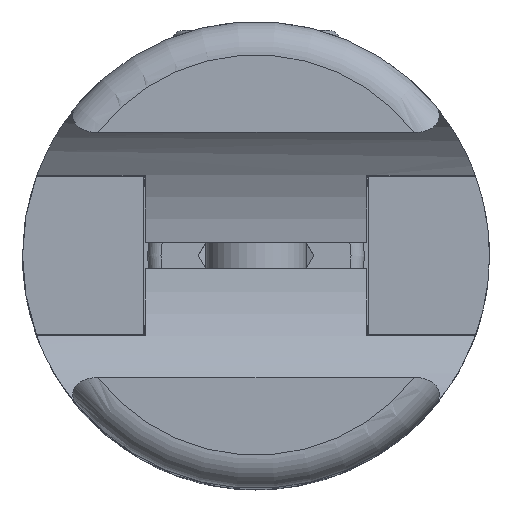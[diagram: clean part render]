
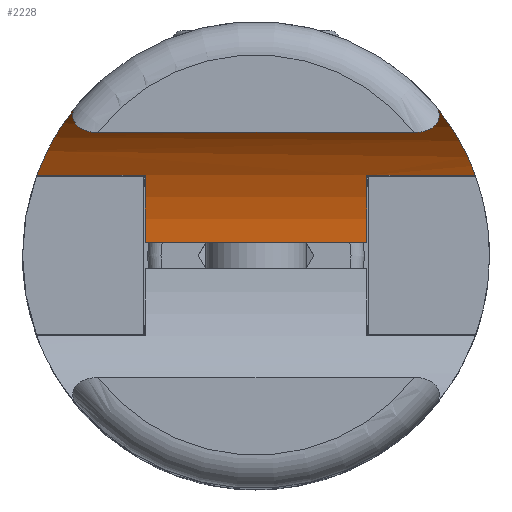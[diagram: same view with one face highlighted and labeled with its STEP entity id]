
A CAD part, top view. The second image highlights one B-rep face of the part: STEP entity #2228.
In plain terms, the highlighted cylindrical face has radius 10.5 mm (diameter 21 mm), a partial arc.
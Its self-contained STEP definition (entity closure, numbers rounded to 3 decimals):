
#102=B_SPLINE_CURVE_WITH_KNOTS('',3,(#3861,#3862,#3863,#3864,#3865,#3866,
#3867,#3868,#3869,#3870,#3871,#3872,#3873,#3874),.UNSPECIFIED.,.F.,.F.,
(4,2,2,2,2,2,4),(2.37,2.475,2.564,2.636,
2.702,2.773,2.793),.UNSPECIFIED.);
#103=B_SPLINE_CURVE_WITH_KNOTS('',3,(#3878,#3879,#3880,#3881,#3882,#3883,
#3884,#3885,#3886,#3887,#3888,#3889,#3890,#3891),.UNSPECIFIED.,.F.,.F.,
(4,2,2,2,2,2,4),(1.381,1.431,1.485,1.534,
1.592,1.659,1.731),.UNSPECIFIED.);
#104=B_SPLINE_CURVE_WITH_KNOTS('',3,(#3896,#3897,#3898,#3899,#3900,#3901,
#3902,#3903,#3904,#3905,#3906,#3907,#3908,#3909,#3910,#3911,#3912),
 .UNSPECIFIED.,.F.,.F.,(4,2,2,2,3,2,2,4),(-1.184,-0.846,
-0.423,-0.212,0.,0.212,0.423,
0.585),.UNSPECIFIED.);
#105=B_SPLINE_CURVE_WITH_KNOTS('',3,(#3918,#3919,#3920,#3921,#3922,#3923,
#3924,#3925,#3926,#3927,#3928,#3929,#3930,#3931,#3932,#3933,#3934),
 .UNSPECIFIED.,.F.,.F.,(4,2,2,3,2,2,2,4),(-0.585,-0.423,
-0.212,0.,0.212,0.423,0.846,
1.184),.UNSPECIFIED.);
#310=FACE_OUTER_BOUND('',#447,.T.);
#447=EDGE_LOOP('',(#1773,#1774,#1775,#1776,#1777,#1778,#1779,#1780,#1781,
#1782));
#614=LINE('',#3773,#770);
#618=LINE('',#3781,#774);
#630=LINE('',#3894,#786);
#631=LINE('',#3916,#787);
#770=VECTOR('',#3009,10.);
#774=VECTOR('',#3013,10.);
#786=VECTOR('',#3061,10.);
#787=VECTOR('',#3066,10.);
#882=CIRCLE('',#2610,10.5);
#883=CIRCLE('',#2611,10.5);
#1032=VERTEX_POINT('',#3770);
#1033=VERTEX_POINT('',#3772);
#1036=VERTEX_POINT('',#3778);
#1037=VERTEX_POINT('',#3780);
#1052=VERTEX_POINT('',#3859);
#1053=VERTEX_POINT('',#3860);
#1054=VERTEX_POINT('',#3875);
#1055=VERTEX_POINT('',#3877);
#1056=VERTEX_POINT('',#3913);
#1057=VERTEX_POINT('',#3915);
#1294=EDGE_CURVE('',#1032,#1033,#614,.T.);
#1298=EDGE_CURVE('',#1036,#1037,#618,.T.);
#1319=EDGE_CURVE('',#1052,#1053,#102,.T.);
#1321=EDGE_CURVE('',#1054,#1055,#103,.T.);
#1323=EDGE_CURVE('',#1053,#1054,#630,.T.);
#1324=EDGE_CURVE('',#1037,#1052,#104,.T.);
#1325=EDGE_CURVE('',#1056,#1036,#882,.T.);
#1326=EDGE_CURVE('',#1057,#1056,#631,.T.);
#1327=EDGE_CURVE('',#1033,#1057,#883,.T.);
#1328=EDGE_CURVE('',#1055,#1032,#105,.T.);
#1773=ORIENTED_EDGE('',*,*,#1321,.F.);
#1774=ORIENTED_EDGE('',*,*,#1323,.F.);
#1775=ORIENTED_EDGE('',*,*,#1319,.F.);
#1776=ORIENTED_EDGE('',*,*,#1324,.F.);
#1777=ORIENTED_EDGE('',*,*,#1298,.F.);
#1778=ORIENTED_EDGE('',*,*,#1325,.F.);
#1779=ORIENTED_EDGE('',*,*,#1326,.F.);
#1780=ORIENTED_EDGE('',*,*,#1327,.F.);
#1781=ORIENTED_EDGE('',*,*,#1294,.F.);
#1782=ORIENTED_EDGE('',*,*,#1328,.F.);
#2155=CYLINDRICAL_SURFACE('',#2609,10.5);
#2228=ADVANCED_FACE('',(#310),#2155,.F.);
#2609=AXIS2_PLACEMENT_3D('',#3895,#3062,#3063);
#2610=AXIS2_PLACEMENT_3D('',#3914,#3064,#3065);
#2611=AXIS2_PLACEMENT_3D('',#3917,#3067,#3068);
#3009=DIRECTION('',(0.,-1.,0.));
#3013=DIRECTION('',(0.,-1.,0.));
#3061=DIRECTION('',(0.,1.,0.));
#3062=DIRECTION('center_axis',(0.,1.,0.));
#3063=DIRECTION('ref_axis',(-0.94,0.,-0.342));
#3064=DIRECTION('center_axis',(0.,1.,0.));
#3065=DIRECTION('ref_axis',(1.,0.,0.));
#3066=DIRECTION('',(0.,-1.,0.));
#3067=DIRECTION('center_axis',(0.,-1.,0.));
#3068=DIRECTION('ref_axis',(1.,0.,0.));
#3770=CARTESIAN_POINT('',(-4.8,13.151,14.161));
#3772=CARTESIAN_POINT('',(-4.8,6.65,14.161));
#3773=CARTESIAN_POINT('',(-4.8,0.,14.161));
#3778=CARTESIAN_POINT('',(-4.8,-6.65,14.161));
#3780=CARTESIAN_POINT('',(-4.8,-13.151,14.161));
#3781=CARTESIAN_POINT('',(-4.8,0.,14.161));
#3859=CARTESIAN_POINT('',(-8.944,-10.77,29.));
#3860=CARTESIAN_POINT('',(-7.348,-9.487,31.));
#3861=CARTESIAN_POINT('Ctrl Pts',(-8.944,-10.77,29.));
#3862=CARTESIAN_POINT('Ctrl Pts',(-8.776,-10.91,29.274));
#3863=CARTESIAN_POINT('Ctrl Pts',(-8.593,-10.982,29.542));
#3864=CARTESIAN_POINT('Ctrl Pts',(-8.257,-10.997,29.992));
#3865=CARTESIAN_POINT('Ctrl Pts',(-8.104,-10.959,30.18));
#3866=CARTESIAN_POINT('Ctrl Pts',(-7.851,-10.814,30.474));
#3867=CARTESIAN_POINT('Ctrl Pts',(-7.743,-10.719,30.593));
#3868=CARTESIAN_POINT('Ctrl Pts',(-7.565,-10.477,30.783));
#3869=CARTESIAN_POINT('Ctrl Pts',(-7.496,-10.339,30.853));
#3870=CARTESIAN_POINT('Ctrl Pts',(-7.392,-10.014,30.958));
#3871=CARTESIAN_POINT('Ctrl Pts',(-7.363,-9.831,30.986));
#3872=CARTESIAN_POINT('Ctrl Pts',(-7.35,-9.592,30.999));
#3873=CARTESIAN_POINT('Ctrl Pts',(-7.348,-9.54,31.));
#3874=CARTESIAN_POINT('Ctrl Pts',(-7.348,-9.487,31.));
#3875=CARTESIAN_POINT('',(-7.348,9.487,31.));
#3877=CARTESIAN_POINT('',(-8.944,10.77,29.));
#3878=CARTESIAN_POINT('Ctrl Pts',(-7.348,9.487,31.));
#3879=CARTESIAN_POINT('Ctrl Pts',(-7.348,9.656,31.));
#3880=CARTESIAN_POINT('Ctrl Pts',(-7.362,9.825,30.987));
#3881=CARTESIAN_POINT('Ctrl Pts',(-7.43,10.16,30.919));
#3882=CARTESIAN_POINT('Ctrl Pts',(-7.486,10.318,30.864));
#3883=CARTESIAN_POINT('Ctrl Pts',(-7.635,10.586,30.709));
#3884=CARTESIAN_POINT('Ctrl Pts',(-7.721,10.691,30.617));
#3885=CARTESIAN_POINT('Ctrl Pts',(-7.926,10.868,30.389));
#3886=CARTESIAN_POINT('Ctrl Pts',(-8.044,10.929,30.251));
#3887=CARTESIAN_POINT('Ctrl Pts',(-8.3,11.,29.935));
#3888=CARTESIAN_POINT('Ctrl Pts',(-8.437,10.999,29.755));
#3889=CARTESIAN_POINT('Ctrl Pts',(-8.701,10.935,29.381));
#3890=CARTESIAN_POINT('Ctrl Pts',(-8.829,10.866,29.187));
#3891=CARTESIAN_POINT('Ctrl Pts',(-8.944,10.77,29.));
#3894=CARTESIAN_POINT('',(-7.348,0.,31.));
#3895=CARTESIAN_POINT('Origin',(0.,0.,23.5));
#3896=CARTESIAN_POINT('Ctrl Pts',(-4.8,-13.151,14.161));
#3897=CARTESIAN_POINT('Ctrl Pts',(-5.804,-12.785,14.678));
#3898=CARTESIAN_POINT('Ctrl Pts',(-6.697,-12.324,15.347));
#3899=CARTESIAN_POINT('Ctrl Pts',(-8.337,-11.299,16.987));
#3900=CARTESIAN_POINT('Ctrl Pts',(-9.127,-10.642,18.128));
#3901=CARTESIAN_POINT('Ctrl Pts',(-9.937,-9.869,20.038));
#3902=CARTESIAN_POINT('Ctrl Pts',(-10.147,-9.648,20.709));
#3903=CARTESIAN_POINT('Ctrl Pts',(-10.428,-9.343,22.087));
#3904=CARTESIAN_POINT('Ctrl Pts',(-10.5,-9.26,22.795));
#3905=CARTESIAN_POINT('Ctrl Pts',(-10.5,-9.26,23.5));
#3906=CARTESIAN_POINT('Ctrl Pts',(-10.5,-9.26,24.205));
#3907=CARTESIAN_POINT('Ctrl Pts',(-10.428,-9.343,24.913));
#3908=CARTESIAN_POINT('Ctrl Pts',(-10.147,-9.648,26.291));
#3909=CARTESIAN_POINT('Ctrl Pts',(-9.937,-9.869,26.962));
#3910=CARTESIAN_POINT('Ctrl Pts',(-9.46,-10.324,28.087));
#3911=CARTESIAN_POINT('Ctrl Pts',(-9.217,-10.544,28.556));
#3912=CARTESIAN_POINT('Ctrl Pts',(-8.944,-10.77,29.));
#3913=CARTESIAN_POINT('',(-0.8,-6.65,13.031));
#3914=CARTESIAN_POINT('Origin',(0.,-6.65,23.5));
#3915=CARTESIAN_POINT('',(-0.8,6.65,13.031));
#3916=CARTESIAN_POINT('',(-0.8,0.,13.031));
#3917=CARTESIAN_POINT('Origin',(0.,6.65,23.5));
#3918=CARTESIAN_POINT('Ctrl Pts',(-8.944,10.77,29.));
#3919=CARTESIAN_POINT('Ctrl Pts',(-9.217,10.544,28.556));
#3920=CARTESIAN_POINT('Ctrl Pts',(-9.46,10.324,28.087));
#3921=CARTESIAN_POINT('Ctrl Pts',(-9.937,9.869,26.962));
#3922=CARTESIAN_POINT('Ctrl Pts',(-10.147,9.648,26.291));
#3923=CARTESIAN_POINT('Ctrl Pts',(-10.428,9.343,24.913));
#3924=CARTESIAN_POINT('Ctrl Pts',(-10.5,9.26,24.205));
#3925=CARTESIAN_POINT('Ctrl Pts',(-10.5,9.26,23.5));
#3926=CARTESIAN_POINT('Ctrl Pts',(-10.5,9.26,22.795));
#3927=CARTESIAN_POINT('Ctrl Pts',(-10.428,9.343,22.087));
#3928=CARTESIAN_POINT('Ctrl Pts',(-10.147,9.648,20.709));
#3929=CARTESIAN_POINT('Ctrl Pts',(-9.937,9.869,20.038));
#3930=CARTESIAN_POINT('Ctrl Pts',(-9.127,10.642,18.128));
#3931=CARTESIAN_POINT('Ctrl Pts',(-8.337,11.299,16.987));
#3932=CARTESIAN_POINT('Ctrl Pts',(-6.697,12.324,15.347));
#3933=CARTESIAN_POINT('Ctrl Pts',(-5.804,12.785,14.678));
#3934=CARTESIAN_POINT('Ctrl Pts',(-4.8,13.151,14.161));
